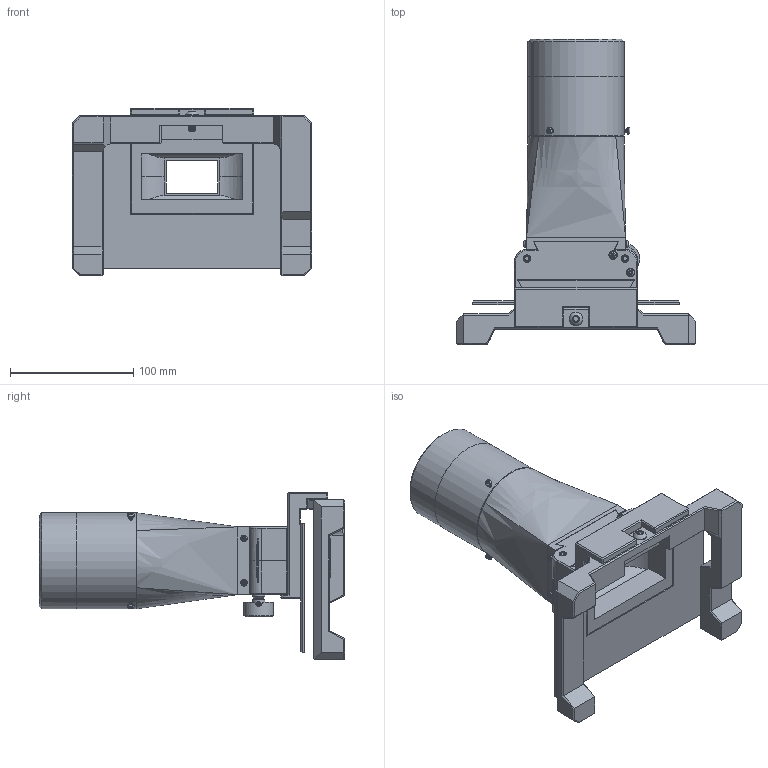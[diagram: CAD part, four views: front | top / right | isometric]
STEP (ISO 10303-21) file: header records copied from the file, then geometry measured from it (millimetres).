
FILE_DESCRIPTION(/* description */ (''),/* implementation_level */ '2;1');
FILE_NAME(/* name */ 'filmDigitizer_135_filmCarrier_rokinon100mmTube',/* time_stamp */ '2023-11-23T16:46:55-05:00',/* author */ ('George Moua'),/* organization */ ('Archive 663'),/* preprocessor_version */ 'ST-DEVELOPER v16.7',/* originating_system */ 'Solid Edge',/* authorisation */ 'Unknown');
FILE_SCHEMA (('AUTOMOTIVE_DESIGN {1 0 10303 214 3 1 1}'));
Length unit declared in the file: millimetre
Products named in the file (18): filmDigitizer_135_filmCarrier; filmDigitizer_135_filmCarrierBody; filmDigitizer_135_filmCarrier_shaftLong; filmDigitizer_135_filmCarrier_shaftRoller; M3_setScrew_4mm; filmDigitizer_135_filmCarrier_shaftShort; 1_4-20_buttonHead_12mm; M3_selfTapping_6mm; M3_selfTapping_14mm; filmDigitizer_135_filmCarrier_shaftKnob; filmDigitizer_135_filmCarrier_mainTube; M3_selfTapping_8mm; filmDigitizer_135_filmCarrier_ralenoClampTop; filmDigitizer_135_filmCarrier_ralenoClampBottom; M3_selfTapping_20mm; filmDigitizer_135_filmCarrier_ralenoLightCover; filmDigitizer_135_filmCarrier_rokinon100mmTube; filmDigitizer_135_filmCarrier_tokina100mmTube
Assembly tree (30 placements, depth 2):
  filmDigitizer_135_filmCarrier
    filmDigitizer_135_filmCarrierBody  x2
    filmDigitizer_135_filmCarrier_shaftLong
    filmDigitizer_135_filmCarrier_shaftRoller  x4
    M3_setScrew_4mm
    filmDigitizer_135_filmCarrier_shaftShort
    1_4-20_buttonHead_12mm
    M3_selfTapping_6mm  x3
    M3_selfTapping_14mm  x2
    filmDigitizer_135_filmCarrier_shaftKnob
    filmDigitizer_135_filmCarrier_mainTube
    M3_selfTapping_8mm  x4
    filmDigitizer_135_filmCarrier_ralenoClampTop
    filmDigitizer_135_filmCarrier_ralenoClampBottom
    M3_selfTapping_20mm  x4
    filmDigitizer_135_filmCarrier_ralenoLightCover
    filmDigitizer_135_filmCarrier_rokinon100mmTube
    filmDigitizer_135_filmCarrier_tokina100mmTube
Bounding box: 194 x 247.84 x 136 mm (x, y, z)
Volume: 597372.1 mm3; surface area: 241288.4 mm2
Topology: 30 solids, 30 shells, 1390 faces, 4163 edges, 2866 vertices
Faces by surface type: plane 729, cylinder 363, cone 191, bspline 73, torus 33, sphere 1
Full cylindrical faces by diameter (mm): 2.5 x17, 3 x105, 5 x4, 5.3 x13, 6 x4, 6.25 x3, 9.6 x8, 10 x2, 20 x1, 24 x1, 66 x1, 68.5 x1, 71 x1, 72.5 x2, 73 x2, 78 x2
Entity records: 35980 total; most frequent: CARTESIAN_POINT 17207, ORIENTED_EDGE 3936, DIRECTION 3500, EDGE_CURVE 1968, VERTEX_POINT 1371, AXIS2_PLACEMENT_3D 1188, LINE 1124, VECTOR 1124
